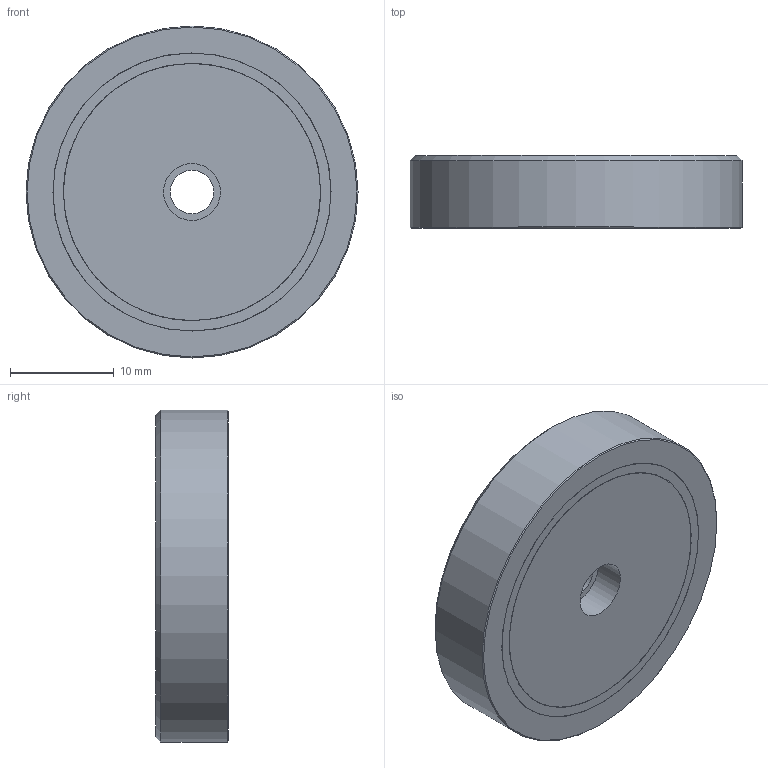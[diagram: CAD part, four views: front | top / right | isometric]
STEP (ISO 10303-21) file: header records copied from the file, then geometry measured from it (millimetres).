
FILE_DESCRIPTION(/* description */ (''),/* implementation_level */ '2;1');
FILE_NAME(/* name */ 'GM17438.stp',/* time_stamp */ '2019-10-01T11:14:18+02:00',/* author */ ('PV'),/* organization */ (''),/* preprocessor_version */ 'ST-DEVELOPER v17.2',/* originating_system */ 'Autodesk Inventor 2019',/* authorisation */ '');
FILE_SCHEMA (('AUTOMOTIVE_DESIGN { 1 0 10303 214 3 1 1 }'));
Length unit declared in the file: millimetre
Products named in the file (4): GM17438; E0120903; E0120904; E0120902
Assembly tree (3 placements, depth 2):
  GM17438
    E0120903
    E0120904
    E0120902
Bounding box: 32 x 7 x 32 mm (x, y, z)
Volume: 5490.1 mm3; surface area: 4406.8 mm2
Topology: 3 solids, 3 shells, 16 faces, 28 edges, 19 vertices
Faces by surface type: cylinder 7, plane 7, cone 2
Full cylindrical faces by diameter (mm): 4.2 x1, 5.5 x1, 24.8 x2, 26.8 x2, 32 x1
Entity records: 576 total; most frequent: DIRECTION 93, CARTESIAN_POINT 70, ORIENTED_EDGE 56, AXIS2_PLACEMENT_3D 42, EDGE_CURVE 28, EDGE_LOOP 23, CIRCLE 19, VERTEX_POINT 19
